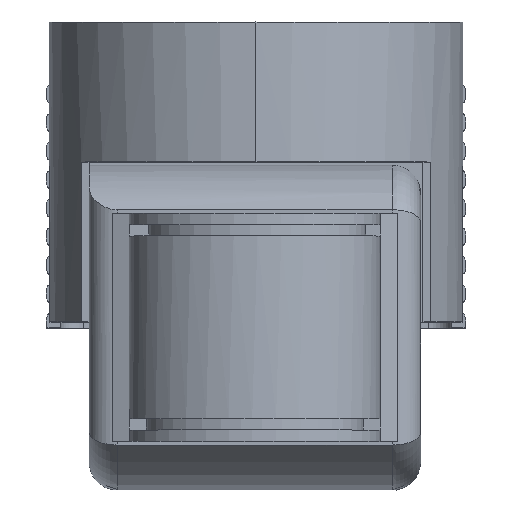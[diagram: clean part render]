
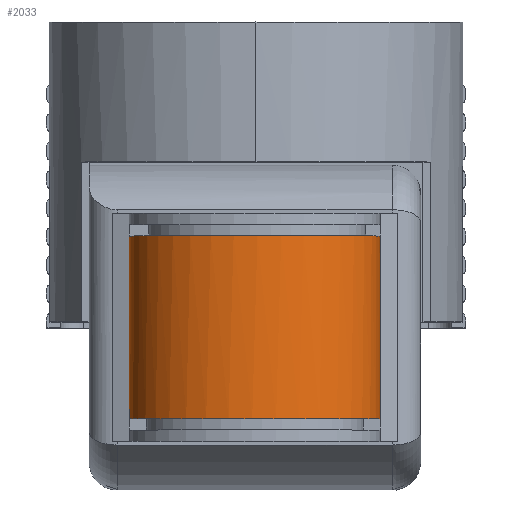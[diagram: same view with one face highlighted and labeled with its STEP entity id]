
A CAD part, top view. The second image highlights one B-rep face of the part: STEP entity #2033.
In plain terms, the highlighted free-form (B-spline) face has degree [3, 1] with [4, 2] control points.
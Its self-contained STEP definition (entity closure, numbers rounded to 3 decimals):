
#23 = CARTESIAN_POINT ( 'NONE',  ( 21.8, -10.75, 138.12 ) ) ;
#75 = VECTOR ( 'NONE', #2386, 1000. ) ;
#187 = CARTESIAN_POINT ( 'NONE',  ( 21.8, -10.75, 104.12 ) ) ;
#231 = VERTEX_POINT ( 'NONE', #438 ) ;
#266 = CARTESIAN_POINT ( 'NONE',  ( -22.2, -42.75, 104.12 ) ) ;
#330 = VERTEX_POINT ( 'NONE', #4235 ) ;
#434 =( BOUNDED_CURVE ( )  B_SPLINE_CURVE ( 3, ( #187, #4214, #3450, #2001 ),
 .UNSPECIFIED., .F., .F. ) 
 B_SPLINE_CURVE_WITH_KNOTS ( ( 4, 4 ),
 ( 3.142, 6.283 ),
 .UNSPECIFIED. ) 
 CURVE ( )  GEOMETRIC_REPRESENTATION_ITEM ( )  RATIONAL_B_SPLINE_CURVE ( ( 1., 0.333, 0.333, 1. ) ) 
 REPRESENTATION_ITEM ( '' )  );
#438 = CARTESIAN_POINT ( 'NONE',  ( 21.8, -10.75, 104.12 ) ) ;
#656 = CARTESIAN_POINT ( 'NONE',  ( -22.2, -42.75, 104.12 ) ) ;
#697 =( BOUNDED_SURFACE ( )  B_SPLINE_SURFACE ( 3, 1, ( 
 ( #4390, #1085 ),
 ( #1130, #1449 ),
 ( #23, #774 ),
 ( #2958, #3702 ) ),
 .UNSPECIFIED., .F., .F., .F. ) 
 B_SPLINE_SURFACE_WITH_KNOTS ( ( 4, 4 ),
 ( 2, 2 ),
 ( 0., 1. ),
 ( 0., 1. ),
 .UNSPECIFIED. ) 
 GEOMETRIC_REPRESENTATION_ITEM ( )  RATIONAL_B_SPLINE_SURFACE ( (
 ( 1., 1.),
 ( 0.333, 0.333),
 ( 0.333, 0.333),
 ( 1., 1.) ) ) 
 REPRESENTATION_ITEM ( '' )  SURFACE ( )  );
#774 = CARTESIAN_POINT ( 'NONE',  ( 21.8, -42.75, 138.12 ) ) ;
#976 = VERTEX_POINT ( 'NONE', #4058 ) ;
#1085 = CARTESIAN_POINT ( 'NONE',  ( -22.2, -42.75, 104.12 ) ) ;
#1130 = CARTESIAN_POINT ( 'NONE',  ( -22.2, -10.75, 138.12 ) ) ;
#1160 = ORIENTED_EDGE ( 'NONE', *, *, #1594, .T. ) ;
#1310 = CARTESIAN_POINT ( 'NONE',  ( -22.2, 58.555, 104.12 ) ) ;
#1363 = CARTESIAN_POINT ( 'NONE',  ( -22.2, -42.75, 138.12 ) ) ;
#1449 = CARTESIAN_POINT ( 'NONE',  ( -22.2, -42.75, 138.12 ) ) ;
#1594 = EDGE_CURVE ( 'NONE', #976, #3392, #2026, .T. ) ;
#1656 = ORIENTED_EDGE ( 'NONE', *, *, #3167, .T. ) ;
#1679 = ORIENTED_EDGE ( 'NONE', *, *, #2831, .T. ) ;
#2001 = CARTESIAN_POINT ( 'NONE',  ( -22.2, -10.75, 104.12 ) ) ;
#2026 = LINE ( 'NONE', #1310, #75 ) ;
#2033 = ADVANCED_FACE ( 'NONE', ( #2331 ), #697, .F. ) ;
#2216 = DIRECTION ( 'NONE',  ( 0., -1., 0. ) ) ;
#2265 =( BOUNDED_CURVE ( )  B_SPLINE_CURVE ( 3, ( #266, #1363, #3575, #4707 ),
 .UNSPECIFIED., .F., .F. ) 
 B_SPLINE_CURVE_WITH_KNOTS ( ( 4, 4 ),
 ( 0., 3.142 ),
 .UNSPECIFIED. ) 
 CURVE ( )  GEOMETRIC_REPRESENTATION_ITEM ( )  RATIONAL_B_SPLINE_CURVE ( ( 1., 0.333, 0.333, 1. ) ) 
 REPRESENTATION_ITEM ( '' )  );
#2273 = ORIENTED_EDGE ( 'NONE', *, *, #3641, .F. ) ;
#2331 = FACE_OUTER_BOUND ( 'NONE', #3056, .T. ) ;
#2386 = DIRECTION ( 'NONE',  ( 0., -1., 0. ) ) ;
#2831 = EDGE_CURVE ( 'NONE', #3392, #330, #2265, .T. ) ;
#2958 = CARTESIAN_POINT ( 'NONE',  ( 21.8, -10.75, 104.12 ) ) ;
#3056 = EDGE_LOOP ( 'NONE', ( #2273, #1656, #1160, #1679 ) ) ;
#3072 = LINE ( 'NONE', #3264, #3415 ) ;
#3167 = EDGE_CURVE ( 'NONE', #231, #976, #434, .T. ) ;
#3264 = CARTESIAN_POINT ( 'NONE',  ( 21.8, 58.555, 104.12 ) ) ;
#3392 = VERTEX_POINT ( 'NONE', #656 ) ;
#3415 = VECTOR ( 'NONE', #2216, 1000. ) ;
#3450 = CARTESIAN_POINT ( 'NONE',  ( -22.2, -10.75, 138.12 ) ) ;
#3575 = CARTESIAN_POINT ( 'NONE',  ( 21.8, -42.75, 138.12 ) ) ;
#3641 = EDGE_CURVE ( 'NONE', #231, #330, #3072, .T. ) ;
#3702 = CARTESIAN_POINT ( 'NONE',  ( 21.8, -42.75, 104.12 ) ) ;
#4058 = CARTESIAN_POINT ( 'NONE',  ( -22.2, -10.75, 104.12 ) ) ;
#4214 = CARTESIAN_POINT ( 'NONE',  ( 21.8, -10.75, 138.12 ) ) ;
#4235 = CARTESIAN_POINT ( 'NONE',  ( 21.8, -42.75, 104.12 ) ) ;
#4390 = CARTESIAN_POINT ( 'NONE',  ( -22.2, -10.75, 104.12 ) ) ;
#4707 = CARTESIAN_POINT ( 'NONE',  ( 21.8, -42.75, 104.12 ) ) ;
